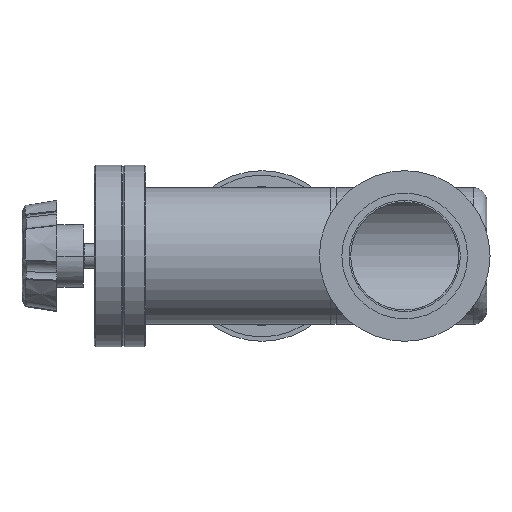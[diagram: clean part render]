
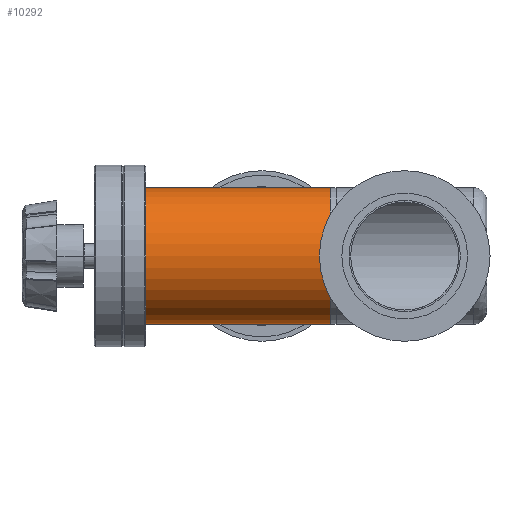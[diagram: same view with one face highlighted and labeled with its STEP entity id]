
A CAD part, left-side view. The second image highlights one B-rep face of the part: STEP entity #10292.
In plain terms, the highlighted cylindrical face has radius 38.1 mm (diameter 76.2 mm), a partial arc.
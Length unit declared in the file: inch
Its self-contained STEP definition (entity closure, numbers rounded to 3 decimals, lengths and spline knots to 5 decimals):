
#387 = ORIENTED_EDGE ( 'NONE', *, *, #11922, .T. ) ;
#442 = CARTESIAN_POINT ( 'NONE',  ( 0., 0., -1.5 ) ) ;
#467 = LINE ( 'NONE', #5458, #2424 ) ;
#795 = CARTESIAN_POINT ( 'NONE',  ( 0., 4.112, -1.5 ) ) ;
#1813 = DIRECTION ( 'NONE',  ( 0., 1., 0. ) ) ;
#2242 = CARTESIAN_POINT ( 'NONE',  ( 0., 4.092, 0. ) ) ;
#2291 = DIRECTION ( 'NONE',  ( 0., -1., 0. ) ) ;
#2424 = VECTOR ( 'NONE', #9289, 39.37008 ) ;
#2586 = CYLINDRICAL_SURFACE ( 'NONE', #9790, 1.5 ) ;
#2886 = VERTEX_POINT ( 'NONE', #4580 ) ;
#3412 = DIRECTION ( 'NONE',  ( 0., 0., -1. ) ) ;
#3476 = EDGE_LOOP ( 'NONE', ( #10623, #13900, #387, #13668 ) ) ;
#3747 = CARTESIAN_POINT ( 'NONE',  ( 0., 4.112, 0. ) ) ;
#4314 = VERTEX_POINT ( 'NONE', #7415 ) ;
#4580 = CARTESIAN_POINT ( 'NONE',  ( 0., 0., 1.5 ) ) ;
#4817 = CARTESIAN_POINT ( 'NONE',  ( 0., 4.092, 1.5 ) ) ;
#5212 = EDGE_CURVE ( 'NONE', #10841, #4314, #10177, .T. ) ;
#5458 = CARTESIAN_POINT ( 'NONE',  ( 0., 4.112, 1.5 ) ) ;
#5659 = EDGE_CURVE ( 'NONE', #8395, #2886, #8236, .T. ) ;
#5664 = AXIS2_PLACEMENT_3D ( 'NONE', #8647, #1813, #9788 ) ;
#5992 = FACE_OUTER_BOUND ( 'NONE', #3476, .T. ) ;
#7415 = CARTESIAN_POINT ( 'NONE',  ( 0., 4.092, -1.5 ) ) ;
#7633 = DIRECTION ( 'NONE',  ( 0., -1., 0. ) ) ;
#8236 = CIRCLE ( 'NONE', #5664, 1.5 ) ;
#8395 = VERTEX_POINT ( 'NONE', #442 ) ;
#8467 = LINE ( 'NONE', #795, #14248 ) ;
#8647 = CARTESIAN_POINT ( 'NONE',  ( 0., 0., 0. ) ) ;
#9275 = AXIS2_PLACEMENT_3D ( 'NONE', #2242, #10176, #3412 ) ;
#9289 = DIRECTION ( 'NONE',  ( 0., -1., 0. ) ) ;
#9788 = DIRECTION ( 'NONE',  ( 0., 0., -1. ) ) ;
#9790 = AXIS2_PLACEMENT_3D ( 'NONE', #3747, #2291, #12584 ) ;
#10176 = DIRECTION ( 'NONE',  ( 0., -1., 0. ) ) ;
#10177 = CIRCLE ( 'NONE', #9275, 1.5 ) ;
#10292 = ADVANCED_FACE ( 'NONE', ( #5992 ), #2586, .T. ) ;
#10623 = ORIENTED_EDGE ( 'NONE', *, *, #13026, .F. ) ;
#10841 = VERTEX_POINT ( 'NONE', #4817 ) ;
#11922 = EDGE_CURVE ( 'NONE', #4314, #8395, #8467, .T. ) ;
#12584 = DIRECTION ( 'NONE',  ( 0., 0., -1. ) ) ;
#13026 = EDGE_CURVE ( 'NONE', #10841, #2886, #467, .T. ) ;
#13668 = ORIENTED_EDGE ( 'NONE', *, *, #5659, .T. ) ;
#13900 = ORIENTED_EDGE ( 'NONE', *, *, #5212, .T. ) ;
#14248 = VECTOR ( 'NONE', #7633, 39.37008 ) ;
